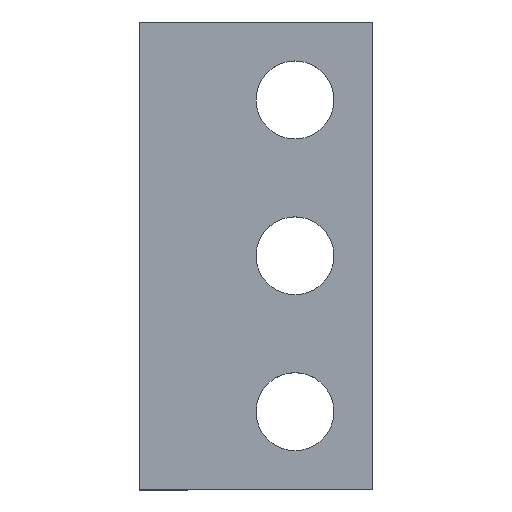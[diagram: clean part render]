
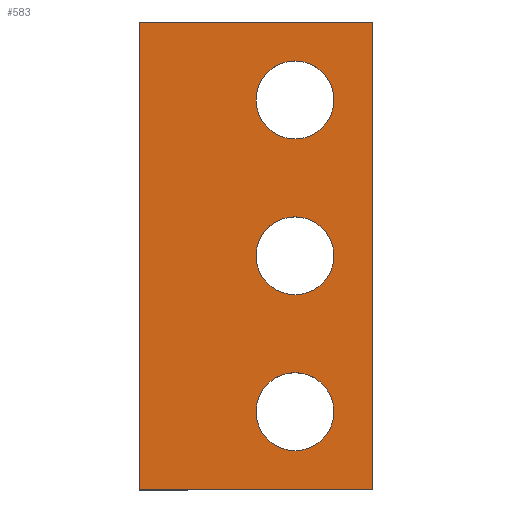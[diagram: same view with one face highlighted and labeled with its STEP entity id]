
A CAD part, top view. The second image highlights one B-rep face of the part: STEP entity #583.
In plain terms, the highlighted planar face has unit normal (0, 0, 1).
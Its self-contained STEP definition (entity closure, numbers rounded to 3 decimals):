
#6 = DIRECTION ( 'NONE',  ( 0., 0., -1. ) ) ;
#7 = AXIS2_PLACEMENT_3D ( 'NONE', #379, #437, #198 ) ;
#21 = ORIENTED_EDGE ( 'NONE', *, *, #33, .T. ) ;
#23 = CIRCLE ( 'NONE', #50, 2. ) ;
#33 = EDGE_CURVE ( 'NONE', #649, #395, #423, .T. ) ;
#36 = VERTEX_POINT ( 'NONE', #659 ) ;
#39 = CARTESIAN_POINT ( 'NONE',  ( 8., 12., 0. ) ) ;
#50 = AXIS2_PLACEMENT_3D ( 'NONE', #155, #339, #211 ) ;
#58 = ORIENTED_EDGE ( 'NONE', *, *, #631, .T. ) ;
#59 = AXIS2_PLACEMENT_3D ( 'NONE', #111, #6, #116 ) ;
#64 = EDGE_CURVE ( 'NONE', #482, #36, #272, .T. ) ;
#66 = CIRCLE ( 'NONE', #304, 2. ) ;
#78 = CARTESIAN_POINT ( 'NONE',  ( 8., 4., 0. ) ) ;
#86 = VERTEX_POINT ( 'NONE', #147 ) ;
#90 = EDGE_CURVE ( 'NONE', #518, #435, #281, .T. ) ;
#93 = EDGE_LOOP ( 'NONE', ( #21, #531 ) ) ;
#103 = CIRCLE ( 'NONE', #658, 2. ) ;
#107 = VECTOR ( 'NONE', #319, 1000. ) ;
#111 = CARTESIAN_POINT ( 'NONE',  ( 8., 20., 0. ) ) ;
#116 = DIRECTION ( 'NONE',  ( -1., 0., 0. ) ) ;
#129 = CARTESIAN_POINT ( 'NONE',  ( 10., 20., 0. ) ) ;
#147 = CARTESIAN_POINT ( 'NONE',  ( 6., 4., 0. ) ) ;
#155 = CARTESIAN_POINT ( 'NONE',  ( 8., 4., 0. ) ) ;
#168 = AXIS2_PLACEMENT_3D ( 'NONE', #328, #432, #608 ) ;
#172 = EDGE_CURVE ( 'NONE', #86, #620, #23, .T. ) ;
#188 = VECTOR ( 'NONE', #421, 1000. ) ;
#189 = LINE ( 'NONE', #443, #525 ) ;
#198 = DIRECTION ( 'NONE',  ( -1., 0., 0. ) ) ;
#211 = DIRECTION ( 'NONE',  ( -1., 0., 0. ) ) ;
#228 = FACE_BOUND ( 'NONE', #628, .T. ) ;
#230 = CIRCLE ( 'NONE', #59, 2. ) ;
#240 = EDGE_CURVE ( 'NONE', #36, #482, #230, .T. ) ;
#257 = EDGE_CURVE ( 'NONE', #474, #435, #529, .T. ) ;
#258 = CARTESIAN_POINT ( 'NONE',  ( 0., 24., 0. ) ) ;
#271 = LINE ( 'NONE', #606, #188 ) ;
#272 = CIRCLE ( 'NONE', #342, 2. ) ;
#274 = DIRECTION ( 'NONE',  ( -1., 0., 0. ) ) ;
#280 = DIRECTION ( 'NONE',  ( 0., 0., -1. ) ) ;
#281 = LINE ( 'NONE', #545, #107 ) ;
#304 = AXIS2_PLACEMENT_3D ( 'NONE', #39, #280, #274 ) ;
#319 = DIRECTION ( 'NONE',  ( 0., -1., 0. ) ) ;
#324 = CARTESIAN_POINT ( 'NONE',  ( 10., 12., 0. ) ) ;
#328 = CARTESIAN_POINT ( 'NONE',  ( 8., 12., 0. ) ) ;
#339 = DIRECTION ( 'NONE',  ( 0., 0., -1. ) ) ;
#342 = AXIS2_PLACEMENT_3D ( 'NONE', #662, #671, #728 ) ;
#350 = CARTESIAN_POINT ( 'NONE',  ( 0., 0., 0. ) ) ;
#367 = CARTESIAN_POINT ( 'NONE',  ( 0., 0., 0. ) ) ;
#379 = CARTESIAN_POINT ( 'NONE',  ( 0., 8., 0. ) ) ;
#390 = FACE_OUTER_BOUND ( 'NONE', #494, .T. ) ;
#395 = VERTEX_POINT ( 'NONE', #458 ) ;
#398 = EDGE_LOOP ( 'NONE', ( #632, #736 ) ) ;
#420 = FACE_BOUND ( 'NONE', #93, .T. ) ;
#421 = DIRECTION ( 'NONE',  ( 1., 0., 0. ) ) ;
#423 = CIRCLE ( 'NONE', #168, 2. ) ;
#432 = DIRECTION ( 'NONE',  ( 0., 0., -1. ) ) ;
#435 = VERTEX_POINT ( 'NONE', #535 ) ;
#437 = DIRECTION ( 'NONE',  ( 0., 0., -1. ) ) ;
#438 = EDGE_CURVE ( 'NONE', #439, #518, #271, .T. ) ;
#439 = VERTEX_POINT ( 'NONE', #258 ) ;
#443 = CARTESIAN_POINT ( 'NONE',  ( 0., 8., 0. ) ) ;
#458 = CARTESIAN_POINT ( 'NONE',  ( 6., 12., 0. ) ) ;
#467 = ORIENTED_EDGE ( 'NONE', *, *, #90, .F. ) ;
#474 = VERTEX_POINT ( 'NONE', #367 ) ;
#482 = VERTEX_POINT ( 'NONE', #129 ) ;
#494 = EDGE_LOOP ( 'NONE', ( #666, #467, #587, #738 ) ) ;
#495 = FACE_BOUND ( 'NONE', #398, .T. ) ;
#499 = DIRECTION ( 'NONE',  ( 0., -1., 0. ) ) ;
#501 = DIRECTION ( 'NONE',  ( 0., 0., -1. ) ) ;
#518 = VERTEX_POINT ( 'NONE', #599 ) ;
#525 = VECTOR ( 'NONE', #499, 1000. ) ;
#529 = LINE ( 'NONE', #350, #633 ) ;
#531 = ORIENTED_EDGE ( 'NONE', *, *, #703, .T. ) ;
#535 = CARTESIAN_POINT ( 'NONE',  ( 12., 0., 0. ) ) ;
#545 = CARTESIAN_POINT ( 'NONE',  ( 12., 8., 0. ) ) ;
#553 = DIRECTION ( 'NONE',  ( -1., 0., 0. ) ) ;
#555 = PLANE ( 'NONE',  #7 ) ;
#567 = EDGE_CURVE ( 'NONE', #439, #474, #189, .T. ) ;
#583 = ADVANCED_FACE ( 'NONE', ( #390, #228, #420, #495 ), #555, .F. ) ;
#587 = ORIENTED_EDGE ( 'NONE', *, *, #438, .F. ) ;
#599 = CARTESIAN_POINT ( 'NONE',  ( 12., 24., 0. ) ) ;
#606 = CARTESIAN_POINT ( 'NONE',  ( 0., 24., 0. ) ) ;
#608 = DIRECTION ( 'NONE',  ( -1., 0., 0. ) ) ;
#613 = CARTESIAN_POINT ( 'NONE',  ( 10., 4., 0. ) ) ;
#620 = VERTEX_POINT ( 'NONE', #613 ) ;
#628 = EDGE_LOOP ( 'NONE', ( #58, #726 ) ) ;
#631 = EDGE_CURVE ( 'NONE', #620, #86, #103, .T. ) ;
#632 = ORIENTED_EDGE ( 'NONE', *, *, #64, .T. ) ;
#633 = VECTOR ( 'NONE', #639, 1000. ) ;
#639 = DIRECTION ( 'NONE',  ( 1., 0., 0. ) ) ;
#649 = VERTEX_POINT ( 'NONE', #324 ) ;
#658 = AXIS2_PLACEMENT_3D ( 'NONE', #78, #501, #553 ) ;
#659 = CARTESIAN_POINT ( 'NONE',  ( 6., 20., 0. ) ) ;
#662 = CARTESIAN_POINT ( 'NONE',  ( 8., 20., 0. ) ) ;
#666 = ORIENTED_EDGE ( 'NONE', *, *, #257, .T. ) ;
#671 = DIRECTION ( 'NONE',  ( 0., 0., -1. ) ) ;
#703 = EDGE_CURVE ( 'NONE', #395, #649, #66, .T. ) ;
#726 = ORIENTED_EDGE ( 'NONE', *, *, #172, .T. ) ;
#728 = DIRECTION ( 'NONE',  ( -1., 0., 0. ) ) ;
#736 = ORIENTED_EDGE ( 'NONE', *, *, #240, .T. ) ;
#738 = ORIENTED_EDGE ( 'NONE', *, *, #567, .T. ) ;
